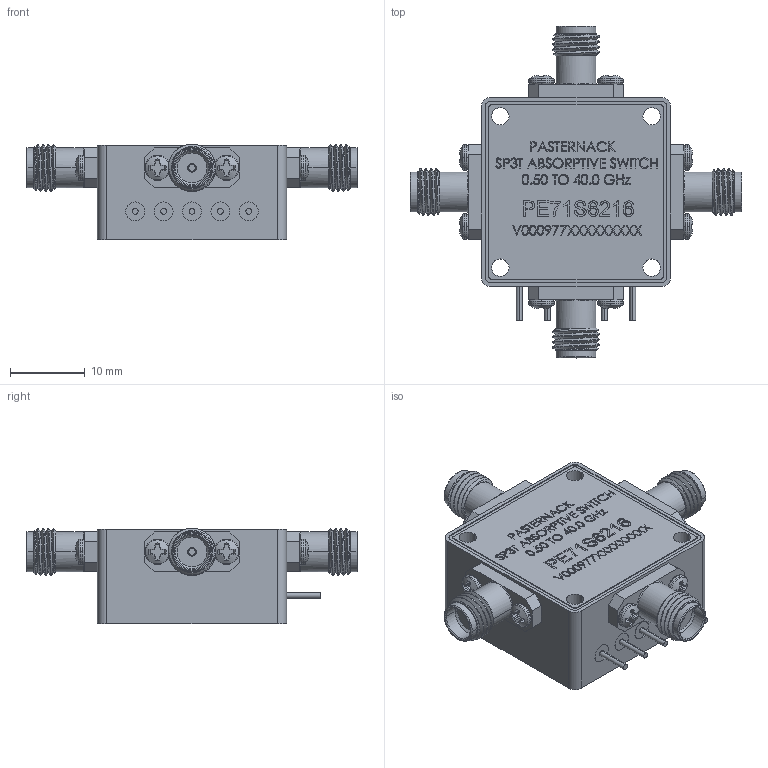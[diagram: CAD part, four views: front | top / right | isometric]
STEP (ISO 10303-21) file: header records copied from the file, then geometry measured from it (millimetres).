
FILE_DESCRIPTION (( 'STEP AP203' ), '1' );
FILE_NAME ('PE71S6216.step', '2019-05-10T00:23:21', ( '' ), ( '' ), 'SwSTEP 2.0', 'SolidWorks 2018', '' );
FILE_SCHEMA (( 'CONFIG_CONTROL_DESIGN' ));
Products named in the file (1): PE71S6216
Bounding box: 44.55 x 44.55 x 12.83 mm (x, y, z)
Volume: 9272 mm3; surface area: 5452.4 mm2
Topology: 6 solids, 6 shells, 1855 faces, 4912 edges, 3238 vertices
Faces by surface type: plane 857, cylinder 450, bspline 428, cone 120
Entity records: 93833 total; most frequent: CARTESIAN_POINT 52099, ORIENTED_EDGE 9784, DIRECTION 6867, EDGE_CURVE 4892, VERTEX_POINT 3238, LINE 2601, VECTOR 2601, AXIS2_PLACEMENT_3D 2133
